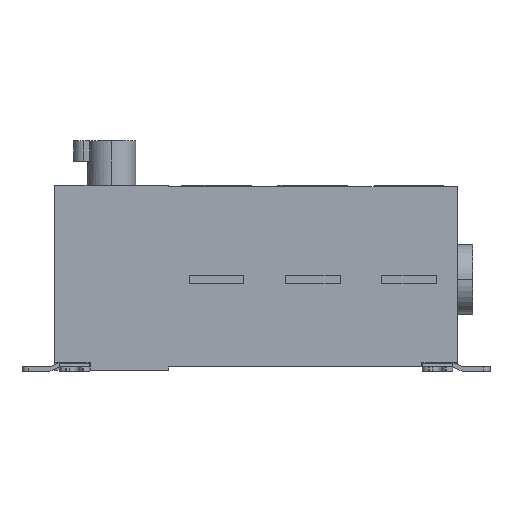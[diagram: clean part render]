
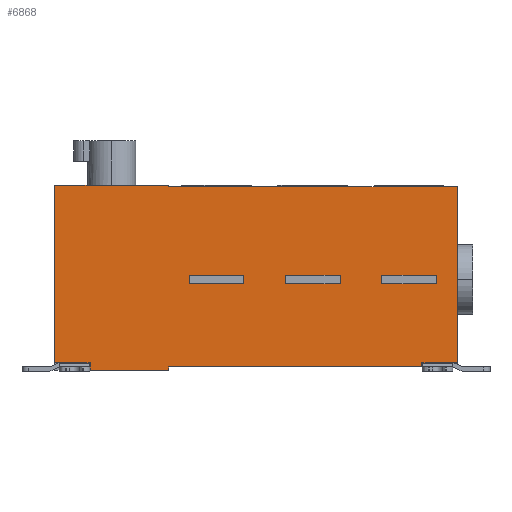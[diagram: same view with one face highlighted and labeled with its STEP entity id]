
A CAD part, left-side view. The second image highlights one B-rep face of the part: STEP entity #6868.
In plain terms, the highlighted planar face has unit normal (-1, 0, 0).
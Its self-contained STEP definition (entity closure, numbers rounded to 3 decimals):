
#192=DIRECTION('',(0.,1.,0.));
#193=VECTOR('',#192,16.1);
#194=CARTESIAN_POINT('',(-28.339,10.855,2.));
#195=LINE('',#194,#193);
#290=DIRECTION('',(0.,1.,0.));
#291=VECTOR('',#290,52.);
#292=CARTESIAN_POINT('',(-28.339,-25.045,83.));
#293=LINE('',#292,#291);
#294=DIRECTION('',(0.,0.,1.));
#295=VECTOR('',#294,0.5);
#296=CARTESIAN_POINT('',(-28.339,-25.045,82.5));
#297=LINE('',#296,#295);
#298=DIRECTION('',(0.,1.,0.));
#299=VECTOR('',#298,132.);
#300=CARTESIAN_POINT('',(-28.339,-157.045,82.5));
#301=LINE('',#300,#299);
#302=DIRECTION('',(0.,0.,1.));
#303=VECTOR('',#302,1.5);
#304=CARTESIAN_POINT('',(-28.339,-25.045,
-1.5));
#305=LINE('',#304,#303);
#306=DIRECTION('',(0.,0.,-1.));
#307=VECTOR('',#306,3.5);
#308=CARTESIAN_POINT('',(-28.339,10.855,2.));
#309=LINE('',#308,#307);
#310=DIRECTION('',(0.,1.,0.));
#311=VECTOR('',#310,25.);
#312=CARTESIAN_POINT('',(-28.339,-147.545,38.));
#313=LINE('',#312,#311);
#314=DIRECTION('',(0.,0.,-1.));
#315=VECTOR('',#314,4.);
#316=CARTESIAN_POINT('',(-28.339,-147.545,42.));
#317=LINE('',#316,#315);
#318=DIRECTION('',(0.,-1.,0.));
#319=VECTOR('',#318,25.);
#320=CARTESIAN_POINT('',(-28.339,-122.545,42.));
#321=LINE('',#320,#319);
#322=DIRECTION('',(0.,0.,1.));
#323=VECTOR('',#322,4.);
#324=CARTESIAN_POINT('',(-28.339,-122.545,38.));
#325=LINE('',#324,#323);
#326=DIRECTION('',(0.,1.,0.));
#327=VECTOR('',#326,25.);
#328=CARTESIAN_POINT('',(-28.339,-103.545,38.));
#329=LINE('',#328,#327);
#330=DIRECTION('',(0.,0.,-1.));
#331=VECTOR('',#330,4.);
#332=CARTESIAN_POINT('',(-28.339,-103.545,42.));
#333=LINE('',#332,#331);
#334=DIRECTION('',(0.,-1.,0.));
#335=VECTOR('',#334,25.);
#336=CARTESIAN_POINT('',(-28.339,-78.545,42.));
#337=LINE('',#336,#335);
#338=DIRECTION('',(0.,0.,1.));
#339=VECTOR('',#338,4.);
#340=CARTESIAN_POINT('',(-28.339,-78.545,38.));
#341=LINE('',#340,#339);
#342=DIRECTION('',(0.,1.,0.));
#343=VECTOR('',#342,25.);
#344=CARTESIAN_POINT('',(-28.339,-59.545,38.));
#345=LINE('',#344,#343);
#346=DIRECTION('',(0.,0.,-1.));
#347=VECTOR('',#346,4.);
#348=CARTESIAN_POINT('',(-28.339,-59.545,42.));
#349=LINE('',#348,#347);
#350=DIRECTION('',(0.,-1.,0.));
#351=VECTOR('',#350,25.);
#352=CARTESIAN_POINT('',(-28.339,-34.545,42.));
#353=LINE('',#352,#351);
#354=DIRECTION('',(0.,0.,1.));
#355=VECTOR('',#354,4.);
#356=CARTESIAN_POINT('',(-28.339,-34.545,38.));
#357=LINE('',#356,#355);
#402=DIRECTION('',(0.,0.,1.));
#403=VECTOR('',#402,81.);
#404=CARTESIAN_POINT('',(-28.339,26.955,2.));
#405=LINE('',#404,#403);
#687=DIRECTION('',(0.,1.,0.));
#688=VECTOR('',#687,35.9);
#689=CARTESIAN_POINT('',(-28.339,-25.045,
-1.5));
#690=LINE('',#689,#688);
#939=DIRECTION('',(0.,1.,0.));
#940=VECTOR('',#939,115.9);
#941=CARTESIAN_POINT('',(-28.339,-140.945,0.));
#942=LINE('',#941,#940);
#997=DIRECTION('',(0.,0.,-1.));
#998=VECTOR('',#997,80.5);
#999=CARTESIAN_POINT('',(-28.339,-157.045,82.5));
#1000=LINE('',#999,#998);
#1130=DIRECTION('',(0.,1.,0.));
#1131=VECTOR('',#1130,16.1);
#1132=CARTESIAN_POINT('',(-28.339,-157.045,2.));
#1133=LINE('',#1132,#1131);
#1222=DIRECTION('',(0.,0.,-1.));
#1223=VECTOR('',#1222,2.);
#1224=CARTESIAN_POINT('',(-28.339,-140.945,2.));
#1225=LINE('',#1224,#1223);
#5878=CARTESIAN_POINT('',(-28.339,-34.545,38.));
#5879=CARTESIAN_POINT('',(-28.339,-34.545,42.));
#5880=VERTEX_POINT('',#5878);
#5881=VERTEX_POINT('',#5879);
#5882=CARTESIAN_POINT('',(-28.339,-59.545,42.));
#5883=VERTEX_POINT('',#5882);
#5884=CARTESIAN_POINT('',(-28.339,-59.545,38.));
#5885=VERTEX_POINT('',#5884);
#5910=CARTESIAN_POINT('',(-28.339,-78.545,38.));
#5911=CARTESIAN_POINT('',(-28.339,-78.545,42.));
#5912=VERTEX_POINT('',#5910);
#5913=VERTEX_POINT('',#5911);
#5914=CARTESIAN_POINT('',(-28.339,-103.545,42.));
#5915=VERTEX_POINT('',#5914);
#5916=CARTESIAN_POINT('',(-28.339,-103.545,38.));
#5917=VERTEX_POINT('',#5916);
#5942=CARTESIAN_POINT('',(-28.339,-122.545,38.));
#5943=CARTESIAN_POINT('',(-28.339,-122.545,42.));
#5944=VERTEX_POINT('',#5942);
#5945=VERTEX_POINT('',#5943);
#5946=CARTESIAN_POINT('',(-28.339,-147.545,42.));
#5947=VERTEX_POINT('',#5946);
#5948=CARTESIAN_POINT('',(-28.339,-147.545,38.));
#5949=VERTEX_POINT('',#5948);
#5950=CARTESIAN_POINT('',(-28.339,-25.045,83.));
#5952=VERTEX_POINT('',#5950);
#5954=CARTESIAN_POINT('',(-28.339,-25.045,82.5));
#5955=VERTEX_POINT('',#5954);
#5960=CARTESIAN_POINT('',(-28.339,26.955,83.));
#5961=VERTEX_POINT('',#5960);
#6078=CARTESIAN_POINT('',(-28.339,-157.045,82.5));
#6079=VERTEX_POINT('',#6078);
#6084=CARTESIAN_POINT('',(-28.339,-25.045,
0.));
#6085=VERTEX_POINT('',#6084);
#6086=CARTESIAN_POINT('',(-28.339,-25.045,
-1.5));
#6087=VERTEX_POINT('',#6086);
#6108=CARTESIAN_POINT('',(-28.339,10.855,2.));
#6109=CARTESIAN_POINT('',(-28.339,10.855,-1.5));
#6110=VERTEX_POINT('',#6108);
#6111=VERTEX_POINT('',#6109);
#6112=CARTESIAN_POINT('',(-28.339,26.955,2.));
#6113=VERTEX_POINT('',#6112);
#6114=CARTESIAN_POINT('',(-28.339,-140.945,0.));
#6115=VERTEX_POINT('',#6114);
#6116=CARTESIAN_POINT('',(-28.339,-140.945,2.));
#6117=VERTEX_POINT('',#6116);
#6118=CARTESIAN_POINT('',(-28.339,-157.045,2.));
#6119=VERTEX_POINT('',#6118);
#6809=CARTESIAN_POINT('',(-28.339,-65.045,40.75));
#6810=DIRECTION('',(1.,0.,0.));
#6811=DIRECTION('',(0.,0.,-1.));
#6812=AXIS2_PLACEMENT_3D('',#6809,#6810,#6811);
#6813=PLANE('',#6812);
#6814=ORIENTED_EDGE('',*,*,#6649,.T.);
#6816=ORIENTED_EDGE('',*,*,#6815,.T.);
#6818=ORIENTED_EDGE('',*,*,#6817,.F.);
#6820=ORIENTED_EDGE('',*,*,#6819,.F.);
#6822=ORIENTED_EDGE('',*,*,#6821,.F.);
#6824=ORIENTED_EDGE('',*,*,#6823,.T.);
#6826=ORIENTED_EDGE('',*,*,#6825,.T.);
#6828=ORIENTED_EDGE('',*,*,#6827,.T.);
#6830=ORIENTED_EDGE('',*,*,#6829,.T.);
#6832=ORIENTED_EDGE('',*,*,#6831,.F.);
#6834=ORIENTED_EDGE('',*,*,#6833,.T.);
#6835=ORIENTED_EDGE('',*,*,#6793,.F.);
#6836=EDGE_LOOP('',(#6814,#6816,#6818,#6820,#6822,#6824,#6826,#6828,#6830,#6832,
#6834,#6835));
#6837=FACE_OUTER_BOUND('',#6836,.F.);
#6839=ORIENTED_EDGE('',*,*,#6838,.F.);
#6841=ORIENTED_EDGE('',*,*,#6840,.F.);
#6843=ORIENTED_EDGE('',*,*,#6842,.F.);
#6845=ORIENTED_EDGE('',*,*,#6844,.F.);
#6846=EDGE_LOOP('',(#6839,#6841,#6843,#6845));
#6847=FACE_BOUND('',#6846,.F.);
#6849=ORIENTED_EDGE('',*,*,#6848,.F.);
#6851=ORIENTED_EDGE('',*,*,#6850,.F.);
#6853=ORIENTED_EDGE('',*,*,#6852,.F.);
#6855=ORIENTED_EDGE('',*,*,#6854,.F.);
#6856=EDGE_LOOP('',(#6849,#6851,#6853,#6855));
#6857=FACE_BOUND('',#6856,.F.);
#6859=ORIENTED_EDGE('',*,*,#6858,.F.);
#6861=ORIENTED_EDGE('',*,*,#6860,.F.);
#6863=ORIENTED_EDGE('',*,*,#6862,.F.);
#6865=ORIENTED_EDGE('',*,*,#6864,.F.);
#6866=EDGE_LOOP('',(#6859,#6861,#6863,#6865));
#6867=FACE_BOUND('',#6866,.F.);
#6649=EDGE_CURVE('',#6110,#6113,#195,.T.);
#6793=EDGE_CURVE('',#6110,#6111,#309,.T.);
#6815=EDGE_CURVE('',#6113,#5961,#405,.T.);
#6817=EDGE_CURVE('',#5952,#5961,#293,.T.);
#6819=EDGE_CURVE('',#5955,#5952,#297,.T.);
#6821=EDGE_CURVE('',#6079,#5955,#301,.T.);
#6823=EDGE_CURVE('',#6079,#6119,#1000,.T.);
#6825=EDGE_CURVE('',#6119,#6117,#1133,.T.);
#6827=EDGE_CURVE('',#6117,#6115,#1225,.T.);
#6829=EDGE_CURVE('',#6115,#6085,#942,.T.);
#6831=EDGE_CURVE('',#6087,#6085,#305,.T.);
#6833=EDGE_CURVE('',#6087,#6111,#690,.T.);
#6838=EDGE_CURVE('',#5949,#5944,#313,.T.);
#6840=EDGE_CURVE('',#5947,#5949,#317,.T.);
#6842=EDGE_CURVE('',#5945,#5947,#321,.T.);
#6844=EDGE_CURVE('',#5944,#5945,#325,.T.);
#6848=EDGE_CURVE('',#5917,#5912,#329,.T.);
#6850=EDGE_CURVE('',#5915,#5917,#333,.T.);
#6852=EDGE_CURVE('',#5913,#5915,#337,.T.);
#6854=EDGE_CURVE('',#5912,#5913,#341,.T.);
#6858=EDGE_CURVE('',#5885,#5880,#345,.T.);
#6860=EDGE_CURVE('',#5883,#5885,#349,.T.);
#6862=EDGE_CURVE('',#5881,#5883,#353,.T.);
#6864=EDGE_CURVE('',#5880,#5881,#357,.T.);
#6868=ADVANCED_FACE('',(#6837,#6847,#6857,#6867),#6813,.F.);
